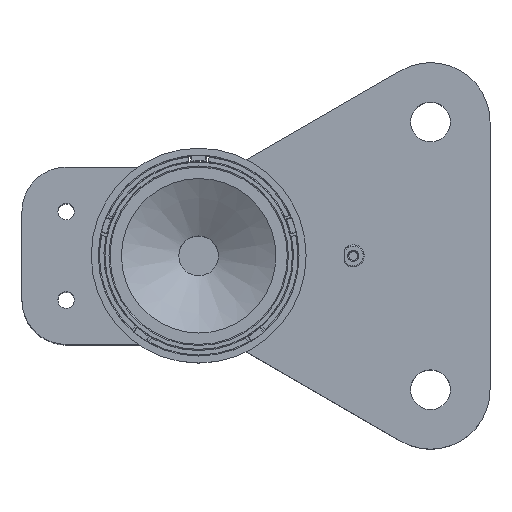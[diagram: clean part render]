
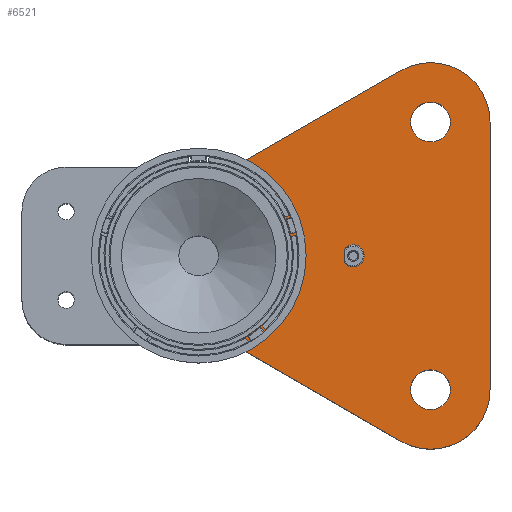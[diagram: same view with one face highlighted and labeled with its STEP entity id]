
A CAD part, top view. The second image highlights one B-rep face of the part: STEP entity #6521.
In plain terms, the highlighted planar face has unit normal (0, 0, 1).
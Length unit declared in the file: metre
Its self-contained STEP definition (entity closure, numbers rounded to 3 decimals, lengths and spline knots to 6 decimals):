
#604=CIRCLE('',#7382,0.0025);
#606=CIRCLE('',#7385,0.013456);
#608=CIRCLE('',#7389,0.013456);
#610=CIRCLE('',#7393,0.013456);
#613=CIRCLE('',#7397,0.0045);
#615=CIRCLE('',#7400,0.0045);
#617=CIRCLE('',#7404,0.0045);
#2471=ORIENTED_EDGE('',*,*,#3353,.F.);
#2472=ORIENTED_EDGE('',*,*,#3330,.F.);
#2473=ORIENTED_EDGE('',*,*,#3350,.F.);
#2474=ORIENTED_EDGE('',*,*,#3343,.F.);
#2475=ORIENTED_EDGE('',*,*,#3340,.T.);
#2476=ORIENTED_EDGE('',*,*,#3337,.F.);
#2477=ORIENTED_EDGE('',*,*,#3334,.F.);
#2478=ORIENTED_EDGE('',*,*,#3349,.T.);
#2479=ORIENTED_EDGE('',*,*,#3347,.T.);
#2480=ORIENTED_EDGE('',*,*,#3326,.T.);
#2481=ORIENTED_EDGE('',*,*,#3354,.F.);
#3326=EDGE_CURVE('',#3925,#3926,#604,.T.);
#3330=EDGE_CURVE('',#3929,#3930,#606,.T.);
#3334=EDGE_CURVE('',#3930,#3933,#4329,.T.);
#3337=EDGE_CURVE('',#3933,#3935,#608,.T.);
#3340=EDGE_CURVE('',#3937,#3935,#4333,.T.);
#3343=EDGE_CURVE('',#3937,#3939,#610,.T.);
#3347=EDGE_CURVE('',#3942,#3942,#613,.T.);
#3349=EDGE_CURVE('',#3944,#3944,#615,.T.);
#3350=EDGE_CURVE('',#3939,#3929,#4337,.T.);
#3353=EDGE_CURVE('',#3946,#3946,#617,.T.);
#3354=EDGE_CURVE('',#3925,#3926,#4339,.T.);
#3925=VERTEX_POINT('',#11770);
#3926=VERTEX_POINT('',#11771);
#3929=VERTEX_POINT('',#11779);
#3930=VERTEX_POINT('',#11780);
#3933=VERTEX_POINT('',#11788);
#3935=VERTEX_POINT('',#11794);
#3937=VERTEX_POINT('',#11800);
#3939=VERTEX_POINT('',#11806);
#3942=VERTEX_POINT('',#11814);
#3944=VERTEX_POINT('',#11819);
#3946=VERTEX_POINT('',#11827);
#4329=LINE('',#11787,#4723);
#4333=LINE('',#11799,#4727);
#4337=LINE('',#11821,#4731);
#4339=LINE('',#11829,#4733);
#4723=VECTOR('',#9374,1.);
#4727=VECTOR('',#9386,1.);
#4731=VECTOR('',#9410,1.);
#4733=VECTOR('',#9420,1.);
#5313=EDGE_LOOP('',(#2471));
#5314=EDGE_LOOP('',(#2472,#2473,#2474,#2475,#2476,#2477));
#5315=EDGE_LOOP('',(#2478));
#5316=EDGE_LOOP('',(#2479));
#5317=EDGE_LOOP('',(#2480,#2481));
#5896=FACE_BOUND('',#5313,.T.);
#5897=FACE_BOUND('',#5314,.T.);
#5898=FACE_BOUND('',#5315,.T.);
#5899=FACE_BOUND('',#5316,.T.);
#5900=FACE_BOUND('',#5317,.T.);
#6102=PLANE('',#7407);
#6521=ADVANCED_FACE('',(#5896,#5897,#5898,#5899,#5900),#6102,.F.);
#7382=AXIS2_PLACEMENT_3D('',#11769,#9358,#9359);
#7385=AXIS2_PLACEMENT_3D('',#11778,#9366,#9367);
#7389=AXIS2_PLACEMENT_3D('',#11793,#9379,#9380);
#7393=AXIS2_PLACEMENT_3D('',#11805,#9391,#9392);
#7397=AXIS2_PLACEMENT_3D('',#11813,#9400,#9401);
#7400=AXIS2_PLACEMENT_3D('',#11818,#9406,#9407);
#7404=AXIS2_PLACEMENT_3D('',#11826,#9416,#9417);
#7407=AXIS2_PLACEMENT_3D('',#11832,#9424,#9425);
#9358=DIRECTION('',(0.,0.,-1.));
#9359=DIRECTION('',(0.,1.,0.));
#9366=DIRECTION('',(0.,0.,-1.));
#9367=DIRECTION('',(0.,1.,0.));
#9374=DIRECTION('',(0.866,0.5,0.));
#9379=DIRECTION('',(0.,0.,-1.));
#9380=DIRECTION('',(0.,1.,0.));
#9386=DIRECTION('',(0.,1.,0.));
#9391=DIRECTION('',(0.,0.,-1.));
#9392=DIRECTION('',(0.,1.,0.));
#9400=DIRECTION('',(0.,0.,-1.));
#9401=DIRECTION('',(0.,1.,0.));
#9406=DIRECTION('',(0.,0.,-1.));
#9407=DIRECTION('',(0.,1.,0.));
#9410=DIRECTION('',(-0.866,0.5,0.));
#9416=DIRECTION('',(0.,0.,1.));
#9417=DIRECTION('',(0.,-1.,0.));
#9420=DIRECTION('',(0.,-1.,0.));
#9424=DIRECTION('',(0.,0.,-1.));
#9425=DIRECTION('',(1.,0.,0.));
#11769=CARTESIAN_POINT('',(0.035,0.,-0.0302));
#11770=CARTESIAN_POINT('',(0.033,0.0015,-0.0302));
#11771=CARTESIAN_POINT('',(0.033,-0.0015,-0.0302));
#11778=CARTESIAN_POINT('',(0.,0.,-0.0302));
#11779=CARTESIAN_POINT('',(-0.006728,-0.011653,-0.0302));
#11780=CARTESIAN_POINT('',(-0.006728,0.011653,-0.0302));
#11787=CARTESIAN_POINT('',(0.019522,0.026809,-0.0302));
#11788=CARTESIAN_POINT('',(0.045772,0.041964,-0.0302));
#11793=CARTESIAN_POINT('',(0.0525,0.030311,-0.0302));
#11794=CARTESIAN_POINT('',(0.065956,0.030311,-0.0302));
#11799=CARTESIAN_POINT('',(0.065956,0.,-0.0302));
#11800=CARTESIAN_POINT('',(0.065956,-0.030311,-0.0302));
#11805=CARTESIAN_POINT('',(0.0525,-0.030311,-0.0302));
#11806=CARTESIAN_POINT('',(0.045772,-0.041964,-0.0302));
#11813=CARTESIAN_POINT('',(0.0525,0.030311,-0.0302));
#11814=CARTESIAN_POINT('',(0.0525,0.034811,-0.0302));
#11818=CARTESIAN_POINT('',(0.0525,-0.030311,-0.0302));
#11819=CARTESIAN_POINT('',(0.0525,-0.025811,-0.0302));
#11821=CARTESIAN_POINT('',(0.019522,-0.026809,-0.0302));
#11826=CARTESIAN_POINT('',(0.,0.,-0.0302));
#11827=CARTESIAN_POINT('',(0.,-0.0045,-0.0302));
#11829=CARTESIAN_POINT('',(0.033,0.,-0.0302));
#11832=CARTESIAN_POINT('',(0.022945,0.,-0.0302));
